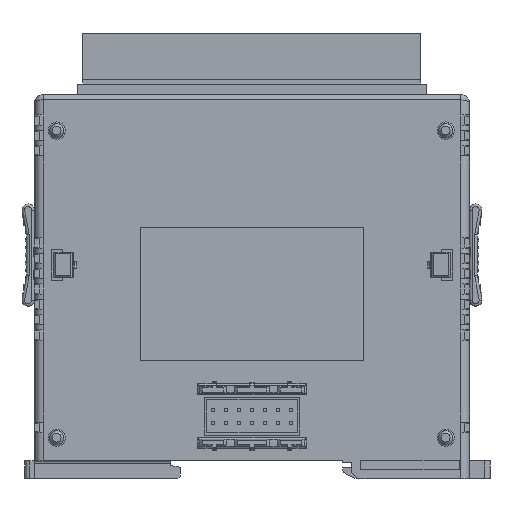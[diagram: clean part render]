
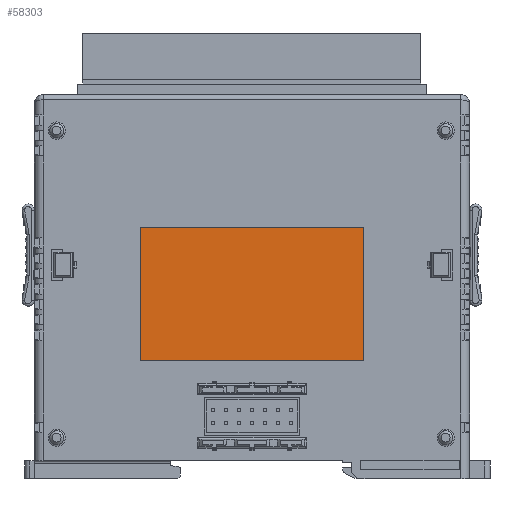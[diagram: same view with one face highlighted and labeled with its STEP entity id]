
A CAD part, left-side view. The second image highlights one B-rep face of the part: STEP entity #58303.
In plain terms, the highlighted planar face has unit normal (-1, 0, 0).
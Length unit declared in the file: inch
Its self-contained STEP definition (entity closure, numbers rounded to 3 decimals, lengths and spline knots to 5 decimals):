
#1037 = CARTESIAN_POINT ( 'NONE',  ( 3.46457, 0.81496, -2.55906 ) ) ;
#1380 = AXIS2_PLACEMENT_3D ( 'NONE', #126082, #70747, #103422 ) ;
#4067 = DIRECTION ( 'NONE',  ( 0., 1., 0. ) ) ;
#6630 = DIRECTION ( 'NONE',  ( 0., -1., 0. ) ) ;
#7651 = EDGE_LOOP ( 'NONE', ( #80107, #109845, #120859, #115318, #133014, #66282, #75923, #81665 ) ) ;
#8479 = CARTESIAN_POINT ( 'NONE',  ( 3.46457, 0.81496, -2.03937 ) ) ;
#8963 = AXIS2_PLACEMENT_3D ( 'NONE', #22660, #68067, #109970 ) ;
#9913 = VECTOR ( 'NONE', #42158, 39.37008 ) ;
#11817 = EDGE_CURVE ( 'NONE', #73129, #38733, #123773, .T. ) ;
#14132 = VERTEX_POINT ( 'NONE', #22094 ) ;
#14677 = DIRECTION ( 'NONE',  ( 0., -1., 0. ) ) ;
#16173 = VECTOR ( 'NONE', #14677, 39.37008 ) ;
#18572 = CARTESIAN_POINT ( 'NONE',  ( 3.46457, 2.5315, -2.03937 ) ) ;
#18636 = AXIS2_PLACEMENT_3D ( 'NONE', #38638, #82628, #81927 ) ;
#22094 = CARTESIAN_POINT ( 'NONE',  ( 3.46457, 0.82283, -1.02362 ) ) ;
#22660 = CARTESIAN_POINT ( 'NONE',  ( 3.46457, 3.34646, -2.55906 ) ) ;
#24684 = LINE ( 'NONE', #98497, #109419 ) ;
#28656 = DIRECTION ( 'NONE',  ( -1., 0., 0. ) ) ;
#31106 = EDGE_CURVE ( 'NONE', #72063, #128860, #98325, .T. ) ;
#32337 = CIRCLE ( 'NONE', #18636, 0.00787 ) ;
#35696 = EDGE_CURVE ( 'NONE', #14132, #73129, #24684, .T. ) ;
#35920 = DIRECTION ( 'NONE',  ( 0., -1., 0. ) ) ;
#35995 = LINE ( 'NONE', #79286, #16173 ) ;
#36487 = EDGE_CURVE ( 'NONE', #38733, #61255, #42840, .T. ) ;
#38638 = CARTESIAN_POINT ( 'NONE',  ( 3.46457, 2.52362, -2.03937 ) ) ;
#38733 = VERTEX_POINT ( 'NONE', #134688 ) ;
#41189 = AXIS2_PLACEMENT_3D ( 'NONE', #82584, #28656, #6630 ) ;
#42158 = DIRECTION ( 'NONE',  ( 0., 0., -1. ) ) ;
#42840 = LINE ( 'NONE', #126601, #9913 ) ;
#44382 = DIRECTION ( 'NONE',  ( 0., 0., 1. ) ) ;
#47281 = DIRECTION ( 'NONE',  ( -1., 0., 0. ) ) ;
#50054 = VERTEX_POINT ( 'NONE', #112554 ) ;
#58162 = PLANE ( 'NONE',  #8963 ) ;
#58303 = ADVANCED_FACE ( 'NONE', ( #90092 ), #58162, .F. ) ;
#59867 = EDGE_CURVE ( 'NONE', #50054, #72063, #35995, .T. ) ;
#60359 = EDGE_CURVE ( 'NONE', #128860, #85861, #98277, .T. ) ;
#60470 = EDGE_CURVE ( 'NONE', #85861, #14132, #109162, .T. ) ;
#61255 = VERTEX_POINT ( 'NONE', #18572 ) ;
#64403 = AXIS2_PLACEMENT_3D ( 'NONE', #133134, #47281, #35920 ) ;
#66282 = ORIENTED_EDGE ( 'NONE', *, *, #35696, .T. ) ;
#66808 = CARTESIAN_POINT ( 'NONE',  ( 3.46457, 0.81496, -1.0315 ) ) ;
#68067 = DIRECTION ( 'NONE',  ( 1., 0., 0. ) ) ;
#70747 = DIRECTION ( 'NONE',  ( -1., 0., 0. ) ) ;
#72063 = VERTEX_POINT ( 'NONE', #76292 ) ;
#73129 = VERTEX_POINT ( 'NONE', #119485 ) ;
#75923 = ORIENTED_EDGE ( 'NONE', *, *, #11817, .T. ) ;
#76292 = CARTESIAN_POINT ( 'NONE',  ( 3.46457, 0.82283, -2.04724 ) ) ;
#79286 = CARTESIAN_POINT ( 'NONE',  ( 3.46457, 3.34646, -2.04724 ) ) ;
#80107 = ORIENTED_EDGE ( 'NONE', *, *, #137365, .T. ) ;
#81665 = ORIENTED_EDGE ( 'NONE', *, *, #36487, .T. ) ;
#81927 = DIRECTION ( 'NONE',  ( 0., -1., 0. ) ) ;
#82584 = CARTESIAN_POINT ( 'NONE',  ( 3.46457, 0.82283, -1.0315 ) ) ;
#82628 = DIRECTION ( 'NONE',  ( -1., 0., 0. ) ) ;
#85861 = VERTEX_POINT ( 'NONE', #66808 ) ;
#90092 = FACE_OUTER_BOUND ( 'NONE', #7651, .T. ) ;
#97819 = VECTOR ( 'NONE', #44382, 39.37008 ) ;
#98277 = LINE ( 'NONE', #1037, #97819 ) ;
#98325 = CIRCLE ( 'NONE', #64403, 0.00787 ) ;
#98497 = CARTESIAN_POINT ( 'NONE',  ( 3.46457, 3.34646, -1.02362 ) ) ;
#103422 = DIRECTION ( 'NONE',  ( 0., -1., 0. ) ) ;
#109162 = CIRCLE ( 'NONE', #41189, 0.00787 ) ;
#109419 = VECTOR ( 'NONE', #4067, 39.37008 ) ;
#109845 = ORIENTED_EDGE ( 'NONE', *, *, #59867, .T. ) ;
#109970 = DIRECTION ( 'NONE',  ( 0., 0., 1. ) ) ;
#112554 = CARTESIAN_POINT ( 'NONE',  ( 3.46457, 2.52362, -2.04724 ) ) ;
#115318 = ORIENTED_EDGE ( 'NONE', *, *, #60359, .T. ) ;
#119485 = CARTESIAN_POINT ( 'NONE',  ( 3.46457, 2.52362, -1.02362 ) ) ;
#120859 = ORIENTED_EDGE ( 'NONE', *, *, #31106, .T. ) ;
#123773 = CIRCLE ( 'NONE', #1380, 0.00787 ) ;
#126082 = CARTESIAN_POINT ( 'NONE',  ( 3.46457, 2.52362, -1.0315 ) ) ;
#126601 = CARTESIAN_POINT ( 'NONE',  ( 3.46457, 2.5315, -2.55906 ) ) ;
#128860 = VERTEX_POINT ( 'NONE', #8479 ) ;
#133014 = ORIENTED_EDGE ( 'NONE', *, *, #60470, .T. ) ;
#133134 = CARTESIAN_POINT ( 'NONE',  ( 3.46457, 0.82283, -2.03937 ) ) ;
#134688 = CARTESIAN_POINT ( 'NONE',  ( 3.46457, 2.5315, -1.0315 ) ) ;
#137365 = EDGE_CURVE ( 'NONE', #61255, #50054, #32337, .T. ) ;
